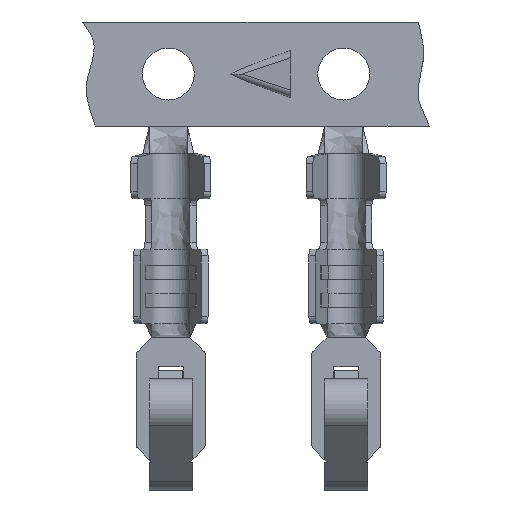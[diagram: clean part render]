
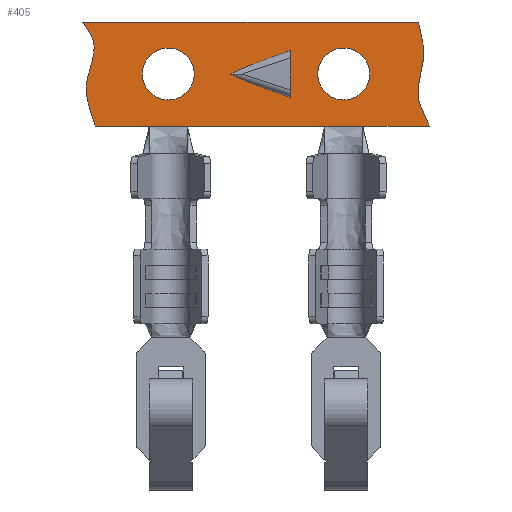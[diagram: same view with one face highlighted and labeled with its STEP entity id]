
A CAD part, top view. The second image highlights one B-rep face of the part: STEP entity #405.
In plain terms, the highlighted planar face has unit normal (0, 0, 1).
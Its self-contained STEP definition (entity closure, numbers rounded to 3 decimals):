
#405 = ADVANCED_FACE( '', ( #855, #856, #857, #858 ), #859, .T. );
#855 = FACE_BOUND( '', #1595, .T. );
#856 = FACE_OUTER_BOUND( '', #1596, .T. );
#857 = FACE_BOUND( '', #1597, .T. );
#858 = FACE_BOUND( '', #1598, .T. );
#859 = PLANE( '', #1599 );
#1595 = EDGE_LOOP( '', ( #2798, #2799, #2800, #2801, #2802, #2803, #2804 ) );
#1596 = EDGE_LOOP( '', ( #2805, #2806, #2807, #2808, #2809, #2810, #2811, #2812 ) );
#1597 = EDGE_LOOP( '', ( #2813 ) );
#1598 = EDGE_LOOP( '', ( #2814 ) );
#1599 = AXIS2_PLACEMENT_3D( '', #2815, #2816, #2817 );
#2798 = ORIENTED_EDGE( '', *, *, #3889, .T. );
#2799 = ORIENTED_EDGE( '', *, *, #3631, .T. );
#2800 = ORIENTED_EDGE( '', *, *, #3890, .F. );
#2801 = ORIENTED_EDGE( '', *, *, #3601, .F. );
#2802 = ORIENTED_EDGE( '', *, *, #3891, .F. );
#2803 = ORIENTED_EDGE( '', *, *, #3596, .F. );
#2804 = ORIENTED_EDGE( '', *, *, #3892, .F. );
#2805 = ORIENTED_EDGE( '', *, *, #3893, .T. );
#2806 = ORIENTED_EDGE( '', *, *, #3678, .F. );
#2807 = ORIENTED_EDGE( '', *, *, #3894, .T. );
#2808 = ORIENTED_EDGE( '', *, *, #3657, .T. );
#2809 = ORIENTED_EDGE( '', *, *, #3496, .T. );
#2810 = ORIENTED_EDGE( '', *, *, #3501, .T. );
#2811 = ORIENTED_EDGE( '', *, *, #3895, .T. );
#2812 = ORIENTED_EDGE( '', *, *, #3896, .F. );
#2813 = ORIENTED_EDGE( '', *, *, #3605, .F. );
#2814 = ORIENTED_EDGE( '', *, *, #3661, .T. );
#2815 = CARTESIAN_POINT( '', ( -5., 1., 0.1 ) );
#2816 = DIRECTION( '', ( 0., 0., 1. ) );
#2817 = DIRECTION( '', ( 1., 0., 0. ) );
#3496 = EDGE_CURVE( '', #4114, #4106, #4115, .T. );
#3501 = EDGE_CURVE( '', #4106, #4121, #4123, .F. );
#3596 = EDGE_CURVE( '', #4287, #4289, #4290, .T. );
#3601 = EDGE_CURVE( '', #4296, #4298, #4299, .T. );
#3605 = EDGE_CURVE( '', #4304, #4304, #4305, .T. );
#3631 = EDGE_CURVE( '', #4349, #4347, #4350, .F. );
#3657 = EDGE_CURVE( '', #4389, #4114, #4390, .T. );
#3661 = EDGE_CURVE( '', #4395, #4395, #4396, .T. );
#3678 = EDGE_CURVE( '', #4423, #4424, #4425, .F. );
#3889 = EDGE_CURVE( '', #4731, #4349, #4732, .F. );
#3890 = EDGE_CURVE( '', #4298, #4347, #4733, .T. );
#3891 = EDGE_CURVE( '', #4289, #4296, #4734, .T. );
#3892 = EDGE_CURVE( '', #4731, #4287, #4735, .T. );
#3893 = EDGE_CURVE( '', #4736, #4424, #4737, .T. );
#3894 = EDGE_CURVE( '', #4423, #4389, #4738, .T. );
#3895 = EDGE_CURVE( '', #4121, #4739, #4740, .T. );
#3896 = EDGE_CURVE( '', #4736, #4739, #4741, .F. );
#4106 = VERTEX_POINT( '', #4990 );
#4114 = VERTEX_POINT( '', #5006 );
#4115 = LINE( '', #5007, #5008 );
#4121 = VERTEX_POINT( '', #5016 );
#4123 = LINE( '', #5021, #5022 );
#4287 = VERTEX_POINT( '', #5441 );
#4289 = VERTEX_POINT( '', #5444 );
#4290 = LINE( '', #5445, #5446 );
#4296 = VERTEX_POINT( '', #5454 );
#4298 = VERTEX_POINT( '', #5457 );
#4299 = LINE( '', #5458, #5459 );
#4304 = VERTEX_POINT( '', #5465 );
#4305 = CIRCLE( '', #5466, 0.75 );
#4347 = VERTEX_POINT( '', #5522 );
#4349 = VERTEX_POINT( '', #5525 );
#4350 = ELLIPSE( '', #5526, 1.929, 0.2 );
#4389 = VERTEX_POINT( '', #5586 );
#4390 = LINE( '', #5587, #5588 );
#4395 = VERTEX_POINT( '', #5601 );
#4396 = CIRCLE( '', #5602, 0.75 );
#4423 = VERTEX_POINT( '', #5649 );
#4424 = VERTEX_POINT( '', #5650 );
#4425 = B_SPLINE_CURVE_WITH_KNOTS( '', 3, ( #5651, #5652, #5653, #5654, #5655, #5656 ), .UNSPECIFIED., .F., .F., ( 4, 1, 1, 4 ), ( 0., 0.203, 0.62, 1. ), .UNSPECIFIED. );
#4731 = VERTEX_POINT( '', #6161 );
#4732 = ELLIPSE( '', #6162, 1.929, 0.2 );
#4733 = LINE( '', #6163, #6164 );
#4734 = LINE( '', #6165, #6166 );
#4735 = LINE( '', #6167, #6168 );
#4736 = VERTEX_POINT( '', #6169 );
#4737 = LINE( '', #6170, #6171 );
#4738 = LINE( '', #6172, #6173 );
#4739 = VERTEX_POINT( '', #6174 );
#4740 = LINE( '', #6175, #6176 );
#4741 = B_SPLINE_CURVE_WITH_KNOTS( '', 3, ( #6177, #6178, #6179, #6180, #6181, #6182 ), .UNSPECIFIED., .F., .F., ( 4, 1, 1, 4 ), ( 0., 0.318, 0.658, 1. ), .UNSPECIFIED. );
#4990 = CARTESIAN_POINT( '', ( 1.98, 1., 0.1 ) );
#5006 = CARTESIAN_POINT( '', ( -1.98, 1., 0.1 ) );
#5007 = CARTESIAN_POINT( '', ( -5., 1., 0.1 ) );
#5008 = VECTOR( '', #6546, 1000. );
#5016 = CARTESIAN_POINT( '', ( 3.08, 1., 0.1 ) );
#5021 = CARTESIAN_POINT( '', ( 3.08, 1., 0.1 ) );
#5022 = VECTOR( '', #6549, 1000. );
#5441 = CARTESIAN_POINT( '', ( 1., 1.825, 0.1 ) );
#5444 = CARTESIAN_POINT( '', ( 1., 2.029, 0.1 ) );
#5445 = CARTESIAN_POINT( '', ( 1., 1.825, 0.1 ) );
#5446 = VECTOR( '', #6631, 1000. );
#5454 = CARTESIAN_POINT( '', ( 1., 2.971, 0.1 ) );
#5457 = CARTESIAN_POINT( '', ( 1., 3.175, 0.1 ) );
#5458 = CARTESIAN_POINT( '', ( 1., 1.825, 0.1 ) );
#5459 = VECTOR( '', #6638, 1000. );
#5465 = CARTESIAN_POINT( '', ( 3.28, 2.5, 0.1 ) );
#5466 = AXIS2_PLACEMENT_3D( '', #6643, #6644, #6645 );
#5522 = CARTESIAN_POINT( '', ( 0.765, 3.096, 0.1 ) );
#5525 = CARTESIAN_POINT( '', ( -0.724, 2.5, 0.1 ) );
#5526 = AXIS2_PLACEMENT_3D( '', #6676, #6677, #6678 );
#5586 = CARTESIAN_POINT( '', ( -3.08, 1., 0.1 ) );
#5587 = CARTESIAN_POINT( '', ( -5., 1., 0.1 ) );
#5588 = VECTOR( '', #6703, 1000. );
#5601 = CARTESIAN_POINT( '', ( -1.78, 2.5, 0.1 ) );
#5602 = AXIS2_PLACEMENT_3D( '', #6704, #6705, #6706 );
#5649 = CARTESIAN_POINT( '', ( -4.638, 1., 0.1 ) );
#5650 = CARTESIAN_POINT( '', ( -5., 4., 0.1 ) );
#5651 = CARTESIAN_POINT( '', ( -5., 4., 0.1 ) );
#5652 = CARTESIAN_POINT( '', ( -4.865, 3.811, 0.1 ) );
#5653 = CARTESIAN_POINT( '', ( -4.468, 3.285, 0.1 ) );
#5654 = CARTESIAN_POINT( '', ( -5.096, 2.165, 0.1 ) );
#5655 = CARTESIAN_POINT( '', ( -4.769, 1.422, 0.1 ) );
#5656 = CARTESIAN_POINT( '', ( -4.638, 1., 0.1 ) );
#6161 = CARTESIAN_POINT( '', ( 0.765, 1.904, 0.1 ) );
#6162 = AXIS2_PLACEMENT_3D( '', #6934, #6935, #6936 );
#6163 = CARTESIAN_POINT( '', ( 1., 3.175, 0.1 ) );
#6164 = VECTOR( '', #6937, 1000. );
#6165 = CARTESIAN_POINT( '', ( 1., 1.825, 0.1 ) );
#6166 = VECTOR( '', #6938, 1000. );
#6167 = CARTESIAN_POINT( '', ( -1., 2.5, 0.1 ) );
#6168 = VECTOR( '', #6939, 1000. );
#6169 = CARTESIAN_POINT( '', ( 4.683, 4., 0.1 ) );
#6170 = CARTESIAN_POINT( '', ( 5., 4., 0.1 ) );
#6171 = VECTOR( '', #6940, 1000. );
#6172 = CARTESIAN_POINT( '', ( -5., 1., 0.1 ) );
#6173 = VECTOR( '', #6941, 1000. );
#6174 = CARTESIAN_POINT( '', ( 5., 1., 0.1 ) );
#6175 = CARTESIAN_POINT( '', ( -5., 1., 0.1 ) );
#6176 = VECTOR( '', #6942, 1000. );
#6177 = CARTESIAN_POINT( '', ( 5., 1., 0.1 ) );
#6178 = CARTESIAN_POINT( '', ( 4.841, 1.322, 0.1 ) );
#6179 = CARTESIAN_POINT( '', ( 4.521, 1.921, 0.1 ) );
#6180 = CARTESIAN_POINT( '', ( 4.957, 2.982, 0.1 ) );
#6181 = CARTESIAN_POINT( '', ( 4.767, 3.626, 0.1 ) );
#6182 = CARTESIAN_POINT( '', ( 4.683, 4., 0.1 ) );
#6546 = DIRECTION( '', ( 1., 0., 0. ) );
#6549 = DIRECTION( '', ( -1., 0., 0. ) );
#6631 = DIRECTION( '', ( 0., 1., 0. ) );
#6638 = DIRECTION( '', ( 0., 1., 0. ) );
#6643 = CARTESIAN_POINT( '', ( 2.53, 2.5, 0.1 ) );
#6644 = DIRECTION( '', ( 0., 0., 1. ) );
#6645 = DIRECTION( '', ( 1., 0., 0. ) );
#6676 = CARTESIAN_POINT( '', ( 0.829, 2.906, 0.1 ) );
#6677 = DIRECTION( '', ( 0., 0., 1. ) );
#6678 = DIRECTION( '', ( 0.947, 0.32, 0. ) );
#6703 = DIRECTION( '', ( 1., 0., 0. ) );
#6704 = CARTESIAN_POINT( '', ( -2.53, 2.5, 0.1 ) );
#6705 = DIRECTION( '', ( 0., 0., -1. ) );
#6706 = DIRECTION( '', ( 1., 0., 0. ) );
#6934 = CARTESIAN_POINT( '', ( 0.829, 2.094, 0.1 ) );
#6935 = DIRECTION( '', ( 0., 0., 1. ) );
#6936 = DIRECTION( '', ( -0.947, 0.32, 0. ) );
#6937 = DIRECTION( '', ( -0.947, -0.32, 0. ) );
#6938 = DIRECTION( '', ( 0., 1., 0. ) );
#6939 = DIRECTION( '', ( 0.947, -0.32, 0. ) );
#6940 = DIRECTION( '', ( -1., 0., 0. ) );
#6941 = DIRECTION( '', ( 1., 0., 0. ) );
#6942 = DIRECTION( '', ( 1., 0., 0. ) );
